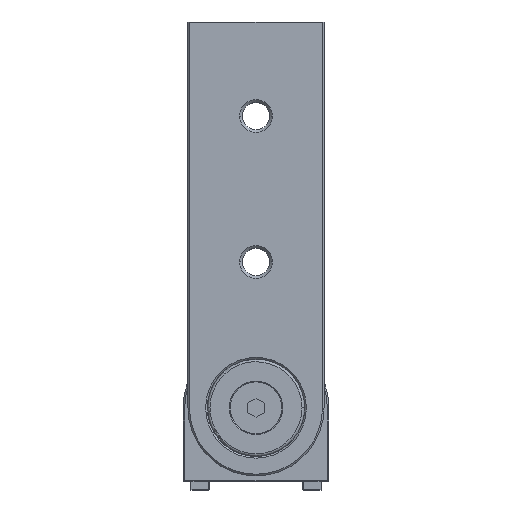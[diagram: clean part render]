
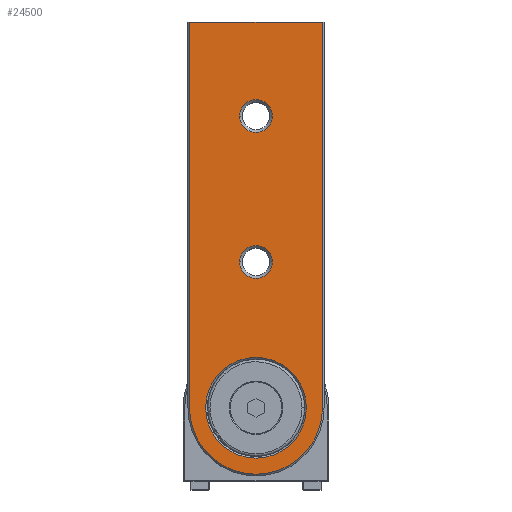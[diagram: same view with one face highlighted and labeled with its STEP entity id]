
A CAD part, top view. The second image highlights one B-rep face of the part: STEP entity #24500.
In plain terms, the highlighted planar face has unit normal (0, 0, 1).
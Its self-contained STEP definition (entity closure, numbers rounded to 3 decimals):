
#139 = VERTEX_POINT ( 'NONE', #6375 ) ;
#487 = EDGE_CURVE ( 'NONE', #13073, #7936, #21385, .T. ) ;
#603 = DIRECTION ( 'NONE',  ( 1., 0., 0. ) ) ;
#637 = DIRECTION ( 'NONE',  ( 0., 0., -1. ) ) ;
#664 = CARTESIAN_POINT ( 'NONE',  ( -29.025, 187.307, 38.068 ) ) ;
#1023 = CARTESIAN_POINT ( 'NONE',  ( -34.075, 142.307, 38.068 ) ) ;
#1233 = DIRECTION ( 'NONE',  ( 0., 0., -1. ) ) ;
#3064 = AXIS2_PLACEMENT_3D ( 'NONE', #6665, #6629, #6595 ) ;
#3115 = CIRCLE ( 'NONE', #15256, 15.538 ) ;
#3184 = FACE_BOUND ( 'NONE', #10790, .T. ) ;
#3928 = ORIENTED_EDGE ( 'NONE', *, *, #17440, .T. ) ;
#4046 = DIRECTION ( 'NONE',  ( 1., 0., 0. ) ) ;
#4096 = EDGE_CURVE ( 'NONE', #23678, #5953, #7319, .T. ) ;
#4128 = CARTESIAN_POINT ( 'NONE',  ( -8.025, 216.307, 38.068 ) ) ;
#4178 = ORIENTED_EDGE ( 'NONE', *, *, #13772, .T. ) ;
#5005 = AXIS2_PLACEMENT_3D ( 'NONE', #18992, #5829, #20947 ) ;
#5829 = DIRECTION ( 'NONE',  ( 0., 0., -1. ) ) ;
#5953 = VERTEX_POINT ( 'NONE', #7297 ) ;
#5966 = EDGE_CURVE ( 'NONE', #7184, #139, #16559, .T. ) ;
#5988 = LINE ( 'NONE', #4128, #6233 ) ;
#6202 = FACE_BOUND ( 'NONE', #8109, .T. ) ;
#6233 = VECTOR ( 'NONE', #4046, 1000. ) ;
#6375 = CARTESIAN_POINT ( 'NONE',  ( -8.525, 97.307, 38.068 ) ) ;
#6443 = CARTESIAN_POINT ( 'NONE',  ( -23.975, 142.307, 38.068 ) ) ;
#6582 = AXIS2_PLACEMENT_3D ( 'NONE', #20410, #11634, #11446 ) ;
#6595 = DIRECTION ( 'NONE',  ( -1., 0., 0. ) ) ;
#6629 = DIRECTION ( 'NONE',  ( 0., 0., 1. ) ) ;
#6665 = CARTESIAN_POINT ( 'NONE',  ( -29.025, 97.307, 38.068 ) ) ;
#7115 = AXIS2_PLACEMENT_3D ( 'NONE', #18405, #18336, #18312 ) ;
#7184 = VERTEX_POINT ( 'NONE', #21592 ) ;
#7297 = CARTESIAN_POINT ( 'NONE',  ( -13.487, 97.307, 38.068 ) ) ;
#7319 = CIRCLE ( 'NONE', #6582, 15.538 ) ;
#7517 = CIRCLE ( 'NONE', #5005, 5.05 ) ;
#7570 = FACE_OUTER_BOUND ( 'NONE', #18190, .T. ) ;
#7575 = ORIENTED_EDGE ( 'NONE', *, *, #487, .T. ) ;
#7742 = LINE ( 'NONE', #19337, #7776 ) ;
#7776 = VECTOR ( 'NONE', #9853, 1000. ) ;
#7936 = VERTEX_POINT ( 'NONE', #10440 ) ;
#8109 = EDGE_LOOP ( 'NONE', ( #9807, #3928 ) ) ;
#8449 = FACE_BOUND ( 'NONE', #10486, .T. ) ;
#8769 = CARTESIAN_POINT ( 'NONE',  ( -34.075, 187.307, 38.068 ) ) ;
#8798 = ORIENTED_EDGE ( 'NONE', *, *, #20240, .T. ) ;
#9807 = ORIENTED_EDGE ( 'NONE', *, *, #25558, .T. ) ;
#9853 = DIRECTION ( 'NONE',  ( 0., -1., 0. ) ) ;
#10440 = CARTESIAN_POINT ( 'NONE',  ( -23.975, 187.307, 38.068 ) ) ;
#10486 = EDGE_LOOP ( 'NONE', ( #25237, #7575 ) ) ;
#10720 = DIRECTION ( 'NONE',  ( 1., 0., 0. ) ) ;
#10790 = EDGE_LOOP ( 'NONE', ( #8798, #20207 ) ) ;
#11446 = DIRECTION ( 'NONE',  ( 1., 0., 0. ) ) ;
#11634 = DIRECTION ( 'NONE',  ( 0., 0., -1. ) ) ;
#12624 = AXIS2_PLACEMENT_3D ( 'NONE', #664, #637, #603 ) ;
#12727 = ORIENTED_EDGE ( 'NONE', *, *, #14635, .T. ) ;
#13073 = VERTEX_POINT ( 'NONE', #8769 ) ;
#13507 = EDGE_CURVE ( 'NONE', #23803, #19658, #5988, .T. ) ;
#13580 = VECTOR ( 'NONE', #23350, 1000. ) ;
#13772 = EDGE_CURVE ( 'NONE', #23803, #7184, #7742, .T. ) ;
#13785 = LINE ( 'NONE', #23080, #13580 ) ;
#14635 = EDGE_CURVE ( 'NONE', #139, #19658, #13785, .T. ) ;
#14770 = EDGE_CURVE ( 'NONE', #7936, #13073, #15821, .T. ) ;
#15256 = AXIS2_PLACEMENT_3D ( 'NONE', #19474, #19440, #19413 ) ;
#15821 = CIRCLE ( 'NONE', #27349, 5.05 ) ;
#16559 = CIRCLE ( 'NONE', #3064, 20.5 ) ;
#17440 = EDGE_CURVE ( 'NONE', #21344, #23148, #18041, .T. ) ;
#18041 = CIRCLE ( 'NONE', #21542, 5.05 ) ;
#18190 = EDGE_LOOP ( 'NONE', ( #26980, #12727, #23563, #4178 ) ) ;
#18312 = DIRECTION ( 'NONE',  ( 0., -1., 0. ) ) ;
#18336 = DIRECTION ( 'NONE',  ( 0., 0., 1. ) ) ;
#18405 = CARTESIAN_POINT ( 'NONE',  ( -29.025, 97.307, 38.068 ) ) ;
#18458 = PLANE ( 'NONE',  #7115 ) ;
#18992 = CARTESIAN_POINT ( 'NONE',  ( -29.025, 142.307, 38.068 ) ) ;
#19337 = CARTESIAN_POINT ( 'NONE',  ( -49.525, 97.307, 38.068 ) ) ;
#19413 = DIRECTION ( 'NONE',  ( 1., 0., 0. ) ) ;
#19440 = DIRECTION ( 'NONE',  ( 0., 0., -1. ) ) ;
#19443 = CARTESIAN_POINT ( 'NONE',  ( -49.525, 216.307, 38.068 ) ) ;
#19474 = CARTESIAN_POINT ( 'NONE',  ( -29.025, 97.307, 38.068 ) ) ;
#19658 = VERTEX_POINT ( 'NONE', #22858 ) ;
#20207 = ORIENTED_EDGE ( 'NONE', *, *, #4096, .T. ) ;
#20240 = EDGE_CURVE ( 'NONE', #5953, #23678, #3115, .T. ) ;
#20351 = DIRECTION ( 'NONE',  ( 1., 0., 0. ) ) ;
#20408 = DIRECTION ( 'NONE',  ( 0., 0., -1. ) ) ;
#20410 = CARTESIAN_POINT ( 'NONE',  ( -29.025, 97.307, 38.068 ) ) ;
#20426 = CARTESIAN_POINT ( 'NONE',  ( -29.025, 187.307, 38.068 ) ) ;
#20947 = DIRECTION ( 'NONE',  ( 1., 0., 0. ) ) ;
#21344 = VERTEX_POINT ( 'NONE', #1023 ) ;
#21385 = CIRCLE ( 'NONE', #12624, 5.05 ) ;
#21542 = AXIS2_PLACEMENT_3D ( 'NONE', #23378, #1233, #10720 ) ;
#21592 = CARTESIAN_POINT ( 'NONE',  ( -49.525, 97.307, 38.068 ) ) ;
#22858 = CARTESIAN_POINT ( 'NONE',  ( -8.525, 216.307, 38.068 ) ) ;
#23080 = CARTESIAN_POINT ( 'NONE',  ( -8.525, 97.307, 38.068 ) ) ;
#23148 = VERTEX_POINT ( 'NONE', #6443 ) ;
#23350 = DIRECTION ( 'NONE',  ( 0., 1., 0. ) ) ;
#23378 = CARTESIAN_POINT ( 'NONE',  ( -29.025, 142.307, 38.068 ) ) ;
#23563 = ORIENTED_EDGE ( 'NONE', *, *, #13507, .F. ) ;
#23678 = VERTEX_POINT ( 'NONE', #27476 ) ;
#23803 = VERTEX_POINT ( 'NONE', #19443 ) ;
#24500 = ADVANCED_FACE ( 'NONE', ( #3184, #8449, #6202, #7570 ), #18458, .T. ) ;
#25237 = ORIENTED_EDGE ( 'NONE', *, *, #14770, .T. ) ;
#25558 = EDGE_CURVE ( 'NONE', #23148, #21344, #7517, .T. ) ;
#26980 = ORIENTED_EDGE ( 'NONE', *, *, #5966, .T. ) ;
#27349 = AXIS2_PLACEMENT_3D ( 'NONE', #20426, #20408, #20351 ) ;
#27476 = CARTESIAN_POINT ( 'NONE',  ( -44.563, 97.307, 38.068 ) ) ;
